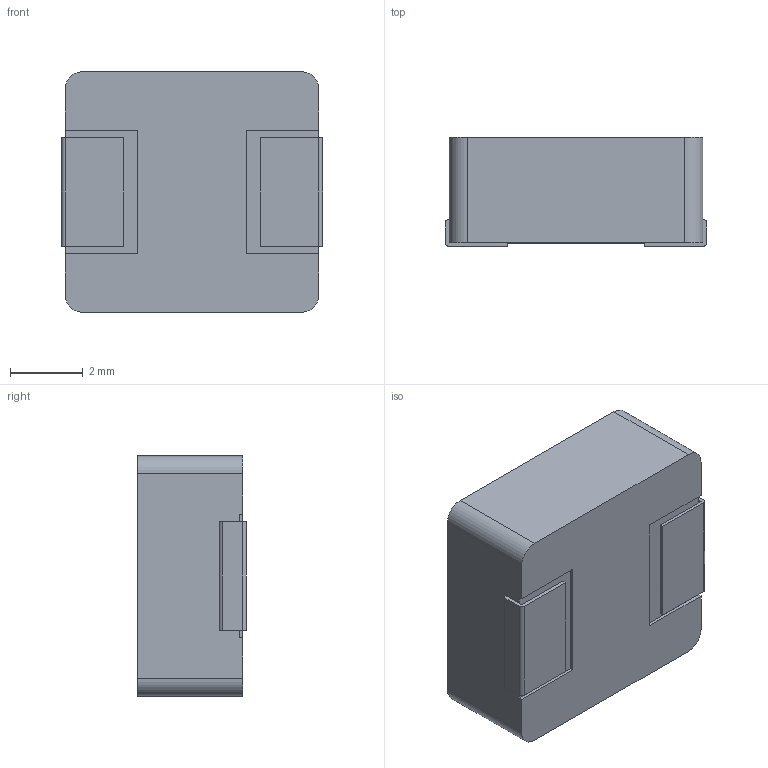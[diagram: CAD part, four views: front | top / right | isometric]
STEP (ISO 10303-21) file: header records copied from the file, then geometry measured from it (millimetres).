
FILE_DESCRIPTION (( 'STEP AP214' ), '1' );
FILE_NAME ('ASPI-0630HI.STEP', '2013-10-14T06:19:33', ( '' ), ( '' ), 'SwSTEP 2.0', 'SolidWorks 2012', '' );
FILE_SCHEMA (( 'AUTOMOTIVE_DESIGN' ));
Length unit declared in the file: millimetre
Products named in the file (1): ASPI-0630HI
Bounding box: 7.2 x 3 x 6.65 mm (x, y, z)
Volume: 134.4 mm3; surface area: 193.4 mm2
Topology: 1 solids, 1 shells, 165 faces, 437 edges, 290 vertices
Faces by surface type: plane 95, bspline 62, cylinder 8
Entity records: 10320 total; most frequent: CARTESIAN_POINT 4915, ORIENTED_EDGE 874, DIRECTION 537, EDGE_CURVE 437, LINE 297, VECTOR 297, VERTEX_POINT 290, EDGE_LOOP 181
